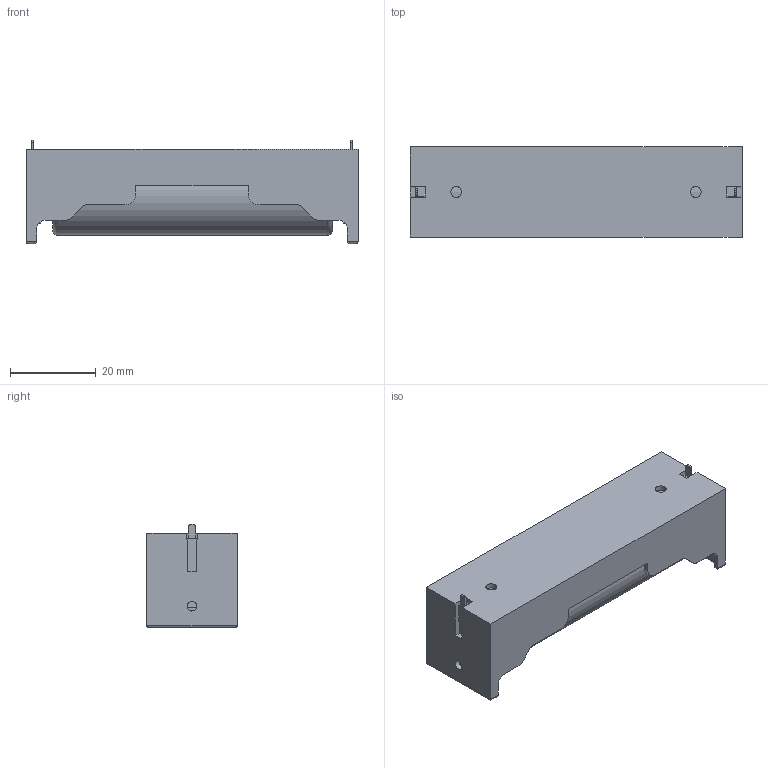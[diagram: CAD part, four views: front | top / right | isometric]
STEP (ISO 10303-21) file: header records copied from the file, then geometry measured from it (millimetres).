
FILE_DESCRIPTION(/* description */ (''),/* implementation_level */ '2;1');
FILE_NAME(/* name */ '18650 Battery and Holder 02 v2.step',/* time_stamp */ '2020-09-20T11:27:51+10:00',/* author */ (''),/* organization */ (''),/* preprocessor_version */ 'ST-DEVELOPER v18.1',/* originating_system */ 'Autodesk Translation Framework v9.3.0.1241',/* authorisation */ '');
FILE_SCHEMA (('AUTOMOTIVE_DESIGN { 1 0 10303 214 3 1 1 }'));
Length unit declared in the file: millimetre
Products named in the file (2): 18650 Battery and Holder 02; Battery Assembly
Assembly tree (1 placements, depth 2):
  18650 Battery and Holder 02
    Battery Assembly
Bounding box: 77.25 x 21 x 24.05 mm (x, y, z)
Volume: 23176 mm3; surface area: 13924.9 mm2
Topology: 7 solids, 7 shells, 129 faces, 326 edges, 212 vertices
Faces by surface type: plane 77, cylinder 50, torus 2
Full cylindrical faces by diameter (mm): 2.25 x2, 2.5 x2, 8 x3, 12 x2, 15.75 x2, 18 x1
Entity records: 3973 total; most frequent: DIRECTION 680, CARTESIAN_POINT 670, ORIENTED_EDGE 652, EDGE_CURVE 326, LINE 236, VECTOR 236, AXIS2_PLACEMENT_3D 222, VERTEX_POINT 212
